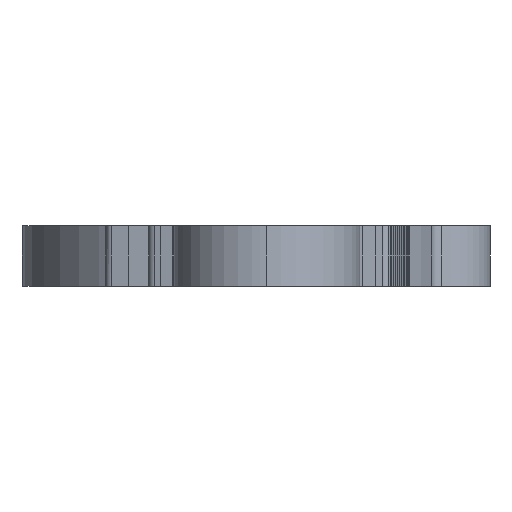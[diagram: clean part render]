
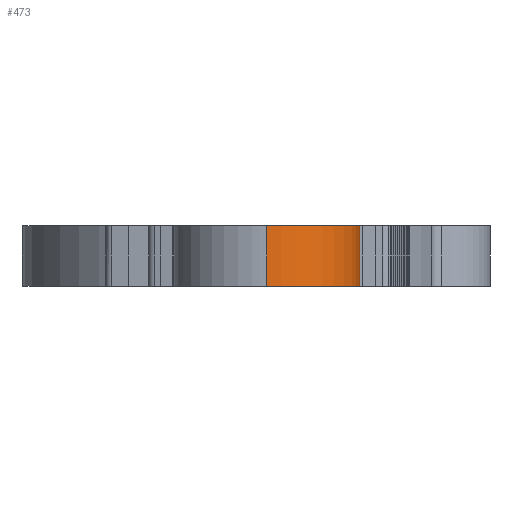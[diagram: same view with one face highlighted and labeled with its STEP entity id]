
A CAD part, left-side view. The second image highlights one B-rep face of the part: STEP entity #473.
In plain terms, the highlighted free-form (B-spline) face has degree [2, 1] with [3, 2] control points.
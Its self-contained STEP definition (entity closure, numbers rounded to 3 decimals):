
#473 = ADVANCED_FACE('',(#474),#506,.T.);
#474 = FACE_BOUND('',#475,.T.);
#475 = EDGE_LOOP('',(#476,#486,#493,#501));
#476 = ORIENTED_EDGE('',*,*,#477,.F.);
#477 = EDGE_CURVE('',#478,#480,#482,.T.);
#478 = VERTEX_POINT('',#479);
#479 = CARTESIAN_POINT('',(-35.186,-0.088,
    2.704));
#480 = VERTEX_POINT('',#481);
#481 = CARTESIAN_POINT('',(-27.754,-2.589,
    2.704));
#482 = ( BOUNDED_CURVE() B_SPLINE_CURVE(2,(#483,#484,#485),
.UNSPECIFIED.,.F.,.F.) B_SPLINE_CURVE_WITH_KNOTS((3,3),(3.142,
5.634),.PIECEWISE_BEZIER_KNOTS.) CURVE() 
GEOMETRIC_REPRESENTATION_ITEM() RATIONAL_B_SPLINE_CURVE((1.,
0.319,1.)) REPRESENTATION_ITEM('') );
#483 = CARTESIAN_POINT('',(-35.186,-0.088,
    2.704));
#484 = CARTESIAN_POINT('',(-35.186,-12.383,
    2.704));
#485 = CARTESIAN_POINT('',(-27.754,-2.589,
    2.704));
#486 = ORIENTED_EDGE('',*,*,#487,.T.);
#487 = EDGE_CURVE('',#478,#488,#490,.T.);
#488 = VERTEX_POINT('',#489);
#489 = CARTESIAN_POINT('',(-35.186,-0.088,0.));
#490 = B_SPLINE_CURVE_WITH_KNOTS('',1,(#491,#492),.UNSPECIFIED.,.F.,.F.,
  (2,2),(-0.,2.5),.PIECEWISE_BEZIER_KNOTS.);
#491 = CARTESIAN_POINT('',(-35.186,-0.088,
    2.704));
#492 = CARTESIAN_POINT('',(-35.186,-0.088,0.));
#493 = ORIENTED_EDGE('',*,*,#494,.T.);
#494 = EDGE_CURVE('',#488,#495,#497,.T.);
#495 = VERTEX_POINT('',#496);
#496 = CARTESIAN_POINT('',(-27.754,-2.589,0.));
#497 = ( BOUNDED_CURVE() B_SPLINE_CURVE(2,(#498,#499,#500),
.UNSPECIFIED.,.F.,.F.) B_SPLINE_CURVE_WITH_KNOTS((3,3),(3.142,
5.634),.PIECEWISE_BEZIER_KNOTS.) CURVE() 
GEOMETRIC_REPRESENTATION_ITEM() RATIONAL_B_SPLINE_CURVE((1.,
0.319,1.)) REPRESENTATION_ITEM('') );
#498 = CARTESIAN_POINT('',(-35.186,-0.088,0.));
#499 = CARTESIAN_POINT('',(-35.186,-12.383,0.));
#500 = CARTESIAN_POINT('',(-27.754,-2.589,0.));
#501 = ORIENTED_EDGE('',*,*,#502,.F.);
#502 = EDGE_CURVE('',#480,#495,#503,.T.);
#503 = B_SPLINE_CURVE_WITH_KNOTS('',1,(#504,#505),.UNSPECIFIED.,.F.,.F.,
  (2,2),(-0.,2.5),.PIECEWISE_BEZIER_KNOTS.);
#504 = CARTESIAN_POINT('',(-27.754,-2.589,
    2.704));
#505 = CARTESIAN_POINT('',(-27.754,-2.589,0.));
#506 = ( BOUNDED_SURFACE() B_SPLINE_SURFACE(2,1,(
    (#507,#508)
    ,(#509,#510)
,(#511,#512
    )),.UNSPECIFIED.,.F.,.F.,.F.) B_SPLINE_SURFACE_WITH_KNOTS((3,3),(2,2
    ),(3.791,6.283),(0.,2.5),.PIECEWISE_BEZIER_KNOTS.) 
GEOMETRIC_REPRESENTATION_ITEM() RATIONAL_B_SPLINE_SURFACE((
    (1.,1.)
    ,(0.319,0.319)
,(1.,1.))) REPRESENTATION_ITEM('') SURFACE() );
#507 = CARTESIAN_POINT('',(-27.754,-2.589,
    2.704));
#508 = CARTESIAN_POINT('',(-27.754,-2.589,0.));
#509 = CARTESIAN_POINT('',(-35.186,-12.383,
    2.704));
#510 = CARTESIAN_POINT('',(-35.186,-12.383,0.));
#511 = CARTESIAN_POINT('',(-35.186,-0.088,
    2.704));
#512 = CARTESIAN_POINT('',(-35.186,-0.088,0.));
